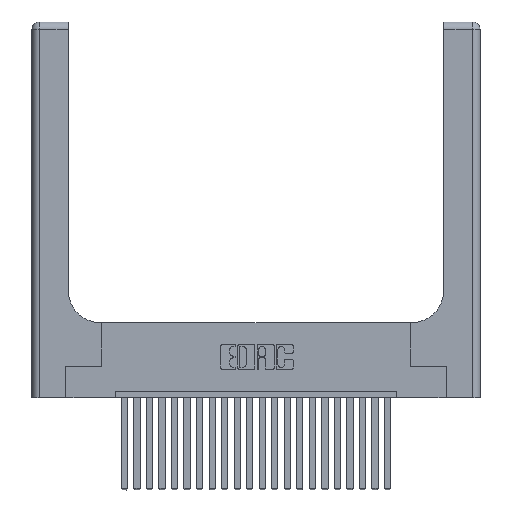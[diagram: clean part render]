
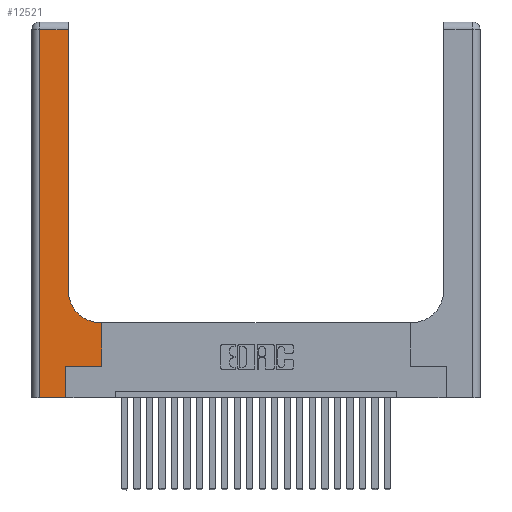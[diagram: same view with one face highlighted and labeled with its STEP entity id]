
A CAD part, top view. The second image highlights one B-rep face of the part: STEP entity #12521.
In plain terms, the highlighted planar face has unit normal (0, 0, 1).
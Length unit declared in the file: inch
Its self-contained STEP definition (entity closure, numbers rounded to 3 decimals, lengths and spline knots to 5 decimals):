
#411 = VECTOR ( 'NONE', #9962, 39.37008 ) ;
#1195 = PLANE ( 'NONE',  #7793 ) ;
#1352 = EDGE_CURVE ( 'NONE', #14479, #17762, #20991, .T. ) ;
#2382 = ORIENTED_EDGE ( 'NONE', *, *, #11302, .T. ) ;
#2602 = AXIS2_PLACEMENT_3D ( 'NONE', #14774, #24102, #22391 ) ;
#2771 = EDGE_CURVE ( 'NONE', #17762, #14257, #15363, .T. ) ;
#3057 = ORIENTED_EDGE ( 'NONE', *, *, #1352, .T. ) ;
#3449 = FACE_OUTER_BOUND ( 'NONE', #11839, .T. ) ;
#3584 = VERTEX_POINT ( 'NONE', #15015 ) ;
#3711 = DIRECTION ( 'NONE',  ( 1., 0., 0. ) ) ;
#3978 = CARTESIAN_POINT ( 'NONE',  ( 0.2915, 0.85, 0.37 ) ) ;
#4859 = LINE ( 'NONE', #7707, #10980 ) ;
#4999 = VECTOR ( 'NONE', #8586, 39.37008 ) ;
#5142 = DIRECTION ( 'NONE',  ( -1., 0., 0. ) ) ;
#5712 = ORIENTED_EDGE ( 'NONE', *, *, #24214, .T. ) ;
#5962 = CARTESIAN_POINT ( 'NONE',  ( 0.2915, 2.94, 0.37 ) ) ;
#6439 = VECTOR ( 'NONE', #11627, 39.37008 ) ;
#6783 = CARTESIAN_POINT ( 'NONE',  ( 0.06, 3., 0.37 ) ) ;
#7120 = VERTEX_POINT ( 'NONE', #10485 ) ;
#7250 = EDGE_CURVE ( 'NONE', #14257, #3584, #22186, .T. ) ;
#7707 = CARTESIAN_POINT ( 'NONE',  ( 0.5585, 0.25, 0.37 ) ) ;
#7793 = AXIS2_PLACEMENT_3D ( 'NONE', #18057, #19938, #8692 ) ;
#8586 = DIRECTION ( 'NONE',  ( 0., -1., 0. ) ) ;
#8692 = DIRECTION ( 'NONE',  ( -1., 0., 0. ) ) ;
#8792 = LINE ( 'NONE', #10799, #15220 ) ;
#9458 = CARTESIAN_POINT ( 'NONE',  ( 0.2915, 3., 0.37 ) ) ;
#9962 = DIRECTION ( 'NONE',  ( 0., 1., 0. ) ) ;
#10485 = CARTESIAN_POINT ( 'NONE',  ( 0.5585, 0.25, 0.37 ) ) ;
#10799 = CARTESIAN_POINT ( 'NONE',  ( 0., 0., 0.37 ) ) ;
#10828 = LINE ( 'NONE', #14916, #21359 ) ;
#10837 = ORIENTED_EDGE ( 'NONE', *, *, #18450, .T. ) ;
#10980 = VECTOR ( 'NONE', #20822, 39.37008 ) ;
#11110 = LINE ( 'NONE', #6783, #4999 ) ;
#11299 = VERTEX_POINT ( 'NONE', #15706 ) ;
#11302 = EDGE_CURVE ( 'NONE', #3584, #15603, #11110, .T. ) ;
#11627 = DIRECTION ( 'NONE',  ( -1., 0., 0. ) ) ;
#11796 = EDGE_CURVE ( 'NONE', #16699, #7120, #10828, .T. ) ;
#11839 = EDGE_LOOP ( 'NONE', ( #22379, #18194, #2382, #22123, #5712, #22082, #10837, #16384, #3057 ) ) ;
#12521 = ADVANCED_FACE ( 'NONE', ( #3449 ), #1195, .F. ) ;
#13412 = CARTESIAN_POINT ( 'NONE',  ( 0.269, 0., 0.37 ) ) ;
#14257 = VERTEX_POINT ( 'NONE', #5962 ) ;
#14279 = DIRECTION ( 'NONE',  ( 0., 1., 0. ) ) ;
#14350 = CARTESIAN_POINT ( 'NONE',  ( 0.5415, 0.6, 0.37 ) ) ;
#14479 = VERTEX_POINT ( 'NONE', #14350 ) ;
#14627 = LINE ( 'NONE', #22858, #6439 ) ;
#14646 = CARTESIAN_POINT ( 'NONE',  ( 0.269, 0.25, 0.37 ) ) ;
#14774 = CARTESIAN_POINT ( 'NONE',  ( 0.5415, 0.85, 0.37 ) ) ;
#14916 = CARTESIAN_POINT ( 'NONE',  ( 0.269, 0.25, 0.37 ) ) ;
#15015 = CARTESIAN_POINT ( 'NONE',  ( 0.06, 2.94, 0.37 ) ) ;
#15220 = VECTOR ( 'NONE', #18182, 39.37008 ) ;
#15286 = VECTOR ( 'NONE', #14279, 39.37008 ) ;
#15363 = LINE ( 'NONE', #9458, #411 ) ;
#15603 = VERTEX_POINT ( 'NONE', #23175 ) ;
#15706 = CARTESIAN_POINT ( 'NONE',  ( 0.5585, 0.6, 0.37 ) ) ;
#16329 = CARTESIAN_POINT ( 'NONE',  ( 0.269, 0., 0.37 ) ) ;
#16384 = ORIENTED_EDGE ( 'NONE', *, *, #22503, .T. ) ;
#16699 = VERTEX_POINT ( 'NONE', #14646 ) ;
#16774 = LINE ( 'NONE', #16329, #15286 ) ;
#17762 = VERTEX_POINT ( 'NONE', #3978 ) ;
#18057 = CARTESIAN_POINT ( 'NONE',  ( 0., 3., 0.37 ) ) ;
#18182 = DIRECTION ( 'NONE',  ( 1., 0., 0. ) ) ;
#18194 = ORIENTED_EDGE ( 'NONE', *, *, #7250, .T. ) ;
#18450 = EDGE_CURVE ( 'NONE', #7120, #11299, #4859, .T. ) ;
#19938 = DIRECTION ( 'NONE',  ( 0., 0., -1. ) ) ;
#20822 = DIRECTION ( 'NONE',  ( 0., 1., 0. ) ) ;
#20991 = CIRCLE ( 'NONE', #2602, 0.25 ) ;
#21359 = VECTOR ( 'NONE', #3711, 39.37008 ) ;
#22082 = ORIENTED_EDGE ( 'NONE', *, *, #11796, .T. ) ;
#22088 = CARTESIAN_POINT ( 'NONE',  ( 0., 2.94, 0.37 ) ) ;
#22123 = ORIENTED_EDGE ( 'NONE', *, *, #22302, .T. ) ;
#22186 = LINE ( 'NONE', #22088, #22753 ) ;
#22302 = EDGE_CURVE ( 'NONE', #15603, #22659, #8792, .T. ) ;
#22379 = ORIENTED_EDGE ( 'NONE', *, *, #2771, .T. ) ;
#22391 = DIRECTION ( 'NONE',  ( 1., 0., 0. ) ) ;
#22503 = EDGE_CURVE ( 'NONE', #11299, #14479, #14627, .T. ) ;
#22659 = VERTEX_POINT ( 'NONE', #13412 ) ;
#22753 = VECTOR ( 'NONE', #5142, 39.37008 ) ;
#22858 = CARTESIAN_POINT ( 'NONE',  ( 0.2915, 0.6, 0.37 ) ) ;
#23175 = CARTESIAN_POINT ( 'NONE',  ( 0.06, 0., 0.37 ) ) ;
#24102 = DIRECTION ( 'NONE',  ( 0., 0., -1. ) ) ;
#24214 = EDGE_CURVE ( 'NONE', #22659, #16699, #16774, .T. ) ;
